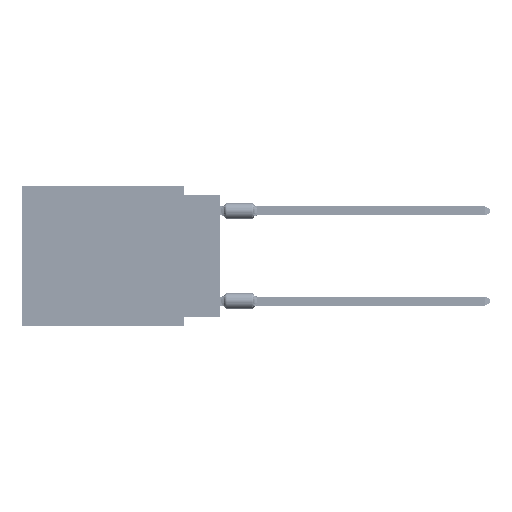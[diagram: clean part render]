
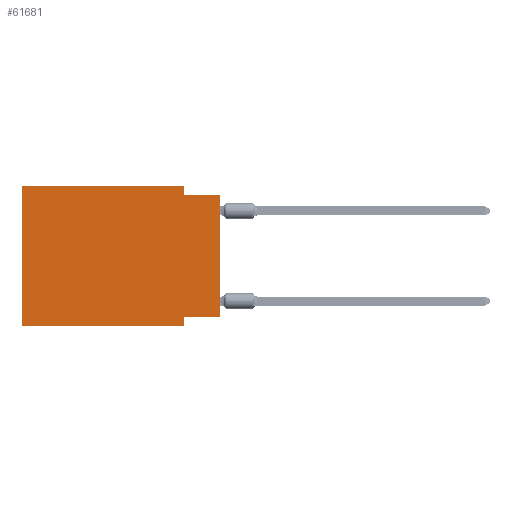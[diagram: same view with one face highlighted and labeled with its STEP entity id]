
A CAD part, left-side view. The second image highlights one B-rep face of the part: STEP entity #61681.
In plain terms, the highlighted planar face has unit normal (-1, 0, 0).
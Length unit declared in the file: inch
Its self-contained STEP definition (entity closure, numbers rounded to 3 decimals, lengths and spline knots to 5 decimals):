
#4577 = CARTESIAN_POINT ( 'NONE',  ( 0., 0.1, 0. ) ) ;
#6424 = PLANE ( 'NONE',  #82801 ) ;
#7310 = FACE_OUTER_BOUND ( 'NONE', #9063, .T. ) ;
#7362 = VECTOR ( 'NONE', #36168, 39.37008 ) ;
#7985 = DIRECTION ( 'NONE',  ( 0., -1., 0. ) ) ;
#8465 = EDGE_CURVE ( 'NONE', #38849, #63297, #14442, .T. ) ;
#9063 = EDGE_LOOP ( 'NONE', ( #70223, #30610, #23168, #75794, #51770, #62988, #69341, #70844 ) ) ;
#9205 = CARTESIAN_POINT ( 'NONE',  ( 0., 0.55, 0. ) ) ;
#9314 = CARTESIAN_POINT ( 'NONE',  ( 0., 0., -0.025 ) ) ;
#14442 = LINE ( 'NONE', #55275, #22314 ) ;
#14832 = VERTEX_POINT ( 'NONE', #45883 ) ;
#15791 = LINE ( 'NONE', #22059, #64611 ) ;
#17692 = LINE ( 'NONE', #85858, #51568 ) ;
#18744 = DIRECTION ( 'NONE',  ( 0., -1., 0. ) ) ;
#21377 = VERTEX_POINT ( 'NONE', #63299 ) ;
#22059 = CARTESIAN_POINT ( 'NONE',  ( 0., 0.1, 0. ) ) ;
#22314 = VECTOR ( 'NONE', #61555, 39.37008 ) ;
#23168 = ORIENTED_EDGE ( 'NONE', *, *, #67692, .F. ) ;
#24082 = EDGE_CURVE ( 'NONE', #62425, #21377, #38496, .T. ) ;
#26081 = CARTESIAN_POINT ( 'NONE',  ( 0., 0.1, -0.39 ) ) ;
#27404 = CARTESIAN_POINT ( 'NONE',  ( 0., 0.55, 0. ) ) ;
#28524 = LINE ( 'NONE', #9205, #7362 ) ;
#28853 = VECTOR ( 'NONE', #81680, 39.37008 ) ;
#30610 = ORIENTED_EDGE ( 'NONE', *, *, #45119, .F. ) ;
#30675 = EDGE_CURVE ( 'NONE', #51521, #50833, #28524, .T. ) ;
#32621 = VECTOR ( 'NONE', #18744, 39.37008 ) ;
#32925 = DIRECTION ( 'NONE',  ( 0., 0., -1. ) ) ;
#36168 = DIRECTION ( 'NONE',  ( 0., -1., 0. ) ) ;
#38496 = LINE ( 'NONE', #45654, #32621 ) ;
#38849 = VERTEX_POINT ( 'NONE', #65597 ) ;
#39307 = CARTESIAN_POINT ( 'NONE',  ( 0., 0.1, -0.365 ) ) ;
#41514 = CARTESIAN_POINT ( 'NONE',  ( 0., 0., -0.025 ) ) ;
#45119 = EDGE_CURVE ( 'NONE', #14832, #58924, #69433, .T. ) ;
#45654 = CARTESIAN_POINT ( 'NONE',  ( 0., 0.55, -0.39 ) ) ;
#45883 = CARTESIAN_POINT ( 'NONE',  ( 0., 0.1, -0.025 ) ) ;
#49425 = DIRECTION ( 'NONE',  ( 0., 0., -1. ) ) ;
#50833 = VERTEX_POINT ( 'NONE', #4577 ) ;
#51521 = VERTEX_POINT ( 'NONE', #27404 ) ;
#51568 = VECTOR ( 'NONE', #59395, 39.37008 ) ;
#51770 = ORIENTED_EDGE ( 'NONE', *, *, #84016, .F. ) ;
#52821 = EDGE_CURVE ( 'NONE', #63297, #21377, #87517, .T. ) ;
#55275 = CARTESIAN_POINT ( 'NONE',  ( 0., 0., -0.365 ) ) ;
#56445 = LINE ( 'NONE', #76153, #83273 ) ;
#58924 = VERTEX_POINT ( 'NONE', #41514 ) ;
#59395 = DIRECTION ( 'NONE',  ( 0., 0., 1. ) ) ;
#61555 = DIRECTION ( 'NONE',  ( 0., 1., 0. ) ) ;
#61681 = ADVANCED_FACE ( 'NONE', ( #7310 ), #6424, .F. ) ;
#62425 = VERTEX_POINT ( 'NONE', #67219 ) ;
#62988 = ORIENTED_EDGE ( 'NONE', *, *, #24082, .T. ) ;
#63297 = VERTEX_POINT ( 'NONE', #39307 ) ;
#63299 = CARTESIAN_POINT ( 'NONE',  ( 0., 0.1, -0.39 ) ) ;
#64611 = VECTOR ( 'NONE', #49425, 39.37008 ) ;
#65597 = CARTESIAN_POINT ( 'NONE',  ( 0., 0., -0.365 ) ) ;
#66511 = EDGE_CURVE ( 'NONE', #38849, #58924, #17692, .T. ) ;
#66978 = DIRECTION ( 'NONE',  ( 1., 0., 0. ) ) ;
#67219 = CARTESIAN_POINT ( 'NONE',  ( 0., 0.55, -0.39 ) ) ;
#67692 = EDGE_CURVE ( 'NONE', #50833, #14832, #15791, .T. ) ;
#69341 = ORIENTED_EDGE ( 'NONE', *, *, #52821, .F. ) ;
#69433 = LINE ( 'NONE', #9314, #86176 ) ;
#70223 = ORIENTED_EDGE ( 'NONE', *, *, #66511, .T. ) ;
#70844 = ORIENTED_EDGE ( 'NONE', *, *, #8465, .F. ) ;
#75794 = ORIENTED_EDGE ( 'NONE', *, *, #30675, .F. ) ;
#76153 = CARTESIAN_POINT ( 'NONE',  ( 0., 0.55, 0. ) ) ;
#81680 = DIRECTION ( 'NONE',  ( 0., 0., -1. ) ) ;
#82029 = DIRECTION ( 'NONE',  ( 0., 0., 1. ) ) ;
#82801 = AXIS2_PLACEMENT_3D ( 'NONE', #88497, #66978, #32925 ) ;
#83273 = VECTOR ( 'NONE', #82029, 39.37008 ) ;
#84016 = EDGE_CURVE ( 'NONE', #62425, #51521, #56445, .T. ) ;
#85858 = CARTESIAN_POINT ( 'NONE',  ( 0., 0., 0. ) ) ;
#86176 = VECTOR ( 'NONE', #7985, 39.37008 ) ;
#87517 = LINE ( 'NONE', #26081, #28853 ) ;
#88497 = CARTESIAN_POINT ( 'NONE',  ( 0., 0.55, 0. ) ) ;
